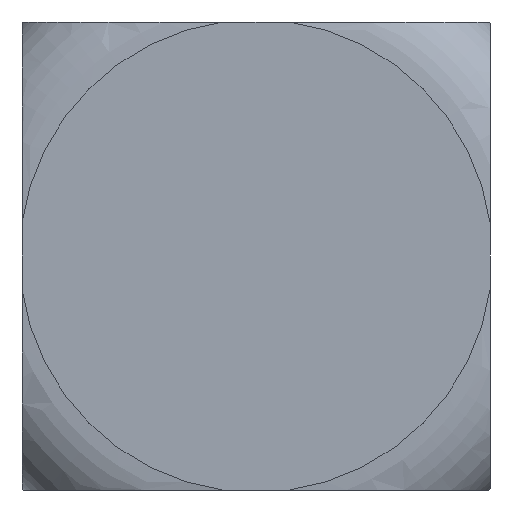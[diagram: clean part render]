
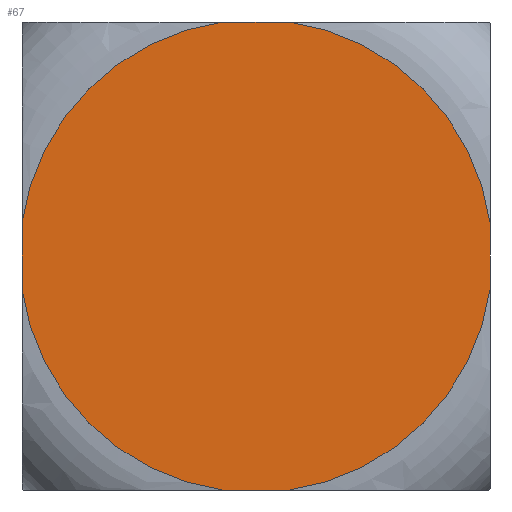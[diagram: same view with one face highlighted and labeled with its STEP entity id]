
A CAD part, left-side view. The second image highlights one B-rep face of the part: STEP entity #67.
In plain terms, the highlighted planar face has unit normal (-1, 0, 0).
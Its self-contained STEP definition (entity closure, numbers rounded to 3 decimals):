
#67 = ADVANCED_FACE( '', ( #141 ), #142, .F. );
#141 = FACE_OUTER_BOUND( '', #222, .T. );
#142 = PLANE( '', #223 );
#222 = EDGE_LOOP( '', ( #351, #352, #353, #354, #355, #356, #357, #358 ) );
#223 = AXIS2_PLACEMENT_3D( '', #359, #360, #361 );
#351 = ORIENTED_EDGE( '', *, *, #506, .F. );
#352 = ORIENTED_EDGE( '', *, *, #494, .F. );
#353 = ORIENTED_EDGE( '', *, *, #507, .F. );
#354 = ORIENTED_EDGE( '', *, *, #504, .F. );
#355 = ORIENTED_EDGE( '', *, *, #476, .F. );
#356 = ORIENTED_EDGE( '', *, *, #500, .F. );
#357 = ORIENTED_EDGE( '', *, *, #468, .F. );
#358 = ORIENTED_EDGE( '', *, *, #498, .F. );
#359 = CARTESIAN_POINT( '', ( 0., 0., 0. ) );
#360 = DIRECTION( '', ( 1., 0., 0. ) );
#361 = DIRECTION( '', ( 0., 0., -1. ) );
#468 = EDGE_CURVE( '', #548, #539, #550, .T. );
#476 = EDGE_CURVE( '', #563, #552, #565, .T. );
#494 = EDGE_CURVE( '', #591, #587, #593, .T. );
#498 = EDGE_CURVE( '', #597, #548, #599, .T. );
#500 = EDGE_CURVE( '', #539, #563, #601, .T. );
#504 = EDGE_CURVE( '', #552, #604, #606, .T. );
#506 = EDGE_CURVE( '', #587, #597, #608, .T. );
#507 = EDGE_CURVE( '', #604, #591, #609, .T. );
#539 = VERTEX_POINT( '', #648 );
#548 = VERTEX_POINT( '', #685 );
#550 = LINE( '', #710, #711 );
#552 = VERTEX_POINT( '', #713 );
#563 = VERTEX_POINT( '', #753 );
#565 = LINE( '', #778, #779 );
#587 = VERTEX_POINT( '', #804 );
#591 = VERTEX_POINT( '', #831 );
#593 = CIRCLE( '', #858, 16.16 );
#597 = VERTEX_POINT( '', #862 );
#599 = CIRCLE( '', #889, 16.16 );
#601 = CIRCLE( '', #891, 16.16 );
#604 = VERTEX_POINT( '', #894 );
#606 = CIRCLE( '', #919, 16.16 );
#608 = LINE( '', #921, #922 );
#609 = LINE( '', #923, #924 );
#648 = CARTESIAN_POINT( '', ( 0., -2.268, 16. ) );
#685 = CARTESIAN_POINT( '', ( 0., 2.268, 16. ) );
#710 = CARTESIAN_POINT( '', ( 0., 16., 16. ) );
#711 = VECTOR( '', #972, 1000. );
#713 = CARTESIAN_POINT( '', ( 0., -16., -2.268 ) );
#753 = CARTESIAN_POINT( '', ( 0., -16., 2.268 ) );
#778 = CARTESIAN_POINT( '', ( 0., -16., 16. ) );
#779 = VECTOR( '', #977, 1000. );
#804 = CARTESIAN_POINT( '', ( 0., 16., -2.268 ) );
#831 = CARTESIAN_POINT( '', ( 0., 2.268, -16. ) );
#858 = AXIS2_PLACEMENT_3D( '', #1005, #1006, #1007 );
#862 = CARTESIAN_POINT( '', ( 0., 16., 2.268 ) );
#889 = AXIS2_PLACEMENT_3D( '', #1011, #1012, #1013 );
#891 = AXIS2_PLACEMENT_3D( '', #1014, #1015, #1016 );
#894 = CARTESIAN_POINT( '', ( 0., -2.268, -16. ) );
#919 = AXIS2_PLACEMENT_3D( '', #1020, #1021, #1022 );
#921 = CARTESIAN_POINT( '', ( 0., 16., -16. ) );
#922 = VECTOR( '', #1023, 1000. );
#923 = CARTESIAN_POINT( '', ( 0., -16., -16. ) );
#924 = VECTOR( '', #1024, 1000. );
#972 = DIRECTION( '', ( 0., -1., 0. ) );
#977 = DIRECTION( '', ( 0., 0., -1. ) );
#1005 = CARTESIAN_POINT( '', ( 0., 0., 0. ) );
#1006 = DIRECTION( '', ( 1., 0., 0. ) );
#1007 = DIRECTION( '', ( 0., 0., -1. ) );
#1011 = CARTESIAN_POINT( '', ( 0., 0., 0. ) );
#1012 = DIRECTION( '', ( 1., 0., 0. ) );
#1013 = DIRECTION( '', ( 0., 0., -1. ) );
#1014 = CARTESIAN_POINT( '', ( 0., 0., 0. ) );
#1015 = DIRECTION( '', ( 1., 0., 0. ) );
#1016 = DIRECTION( '', ( 0., 0., -1. ) );
#1020 = CARTESIAN_POINT( '', ( 0., 0., 0. ) );
#1021 = DIRECTION( '', ( 1., 0., 0. ) );
#1022 = DIRECTION( '', ( 0., 0., -1. ) );
#1023 = DIRECTION( '', ( 0., 0., 1. ) );
#1024 = DIRECTION( '', ( 0., 1., 0. ) );
